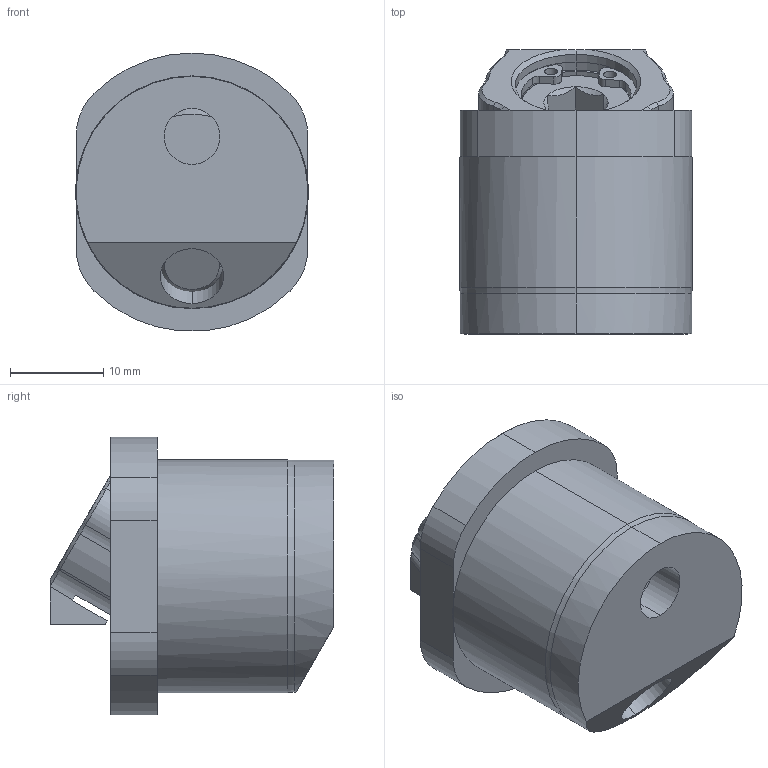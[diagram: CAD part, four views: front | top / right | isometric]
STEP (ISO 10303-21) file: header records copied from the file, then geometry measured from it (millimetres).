
FILE_DESCRIPTION (( 'STEP AP203' ), '1' );
FILE_NAME ('28320.STEP', '2020-05-29T15:32:47', ( 'Marc' ), ( 'Microsoft' ), 'SwSTEP 2.0', 'SolidWorks 2018', '' );
FILE_SCHEMA (( 'CONFIG_CONTROL_DESIGN' ));
Length unit declared in the file: inch
Products named in the file (6): 31208_31208; 284841_default; 28320; 28425 NEW_default; 28484_28484; M816MM SHCS_M816MM SHCS
Assembly tree (5 placements, depth 3):
  28320
    28425 NEW_default
    28484_28484
      284841_default
      31208_31208
      M816MM SHCS_M816MM SHCS
Bounding box: 24.99 x 30.5 x 29.84 mm (x, y, z)
Volume: 11184.8 mm3; surface area: 7796.6 mm2
Topology: 4 solids, 4 shells, 219 faces, 567 edges, 361 vertices
Faces by surface type: cylinder 126, plane 49, cone 40, torus 2, bspline 2
Entity records: 8729 total; most frequent: CARTESIAN_POINT 2994, ORIENTED_EDGE 1134, DIRECTION 1058, EDGE_CURVE 567, AXIS2_PLACEMENT_3D 413, VERTEX_POINT 361, EDGE_LOOP 234, VECTOR 232
